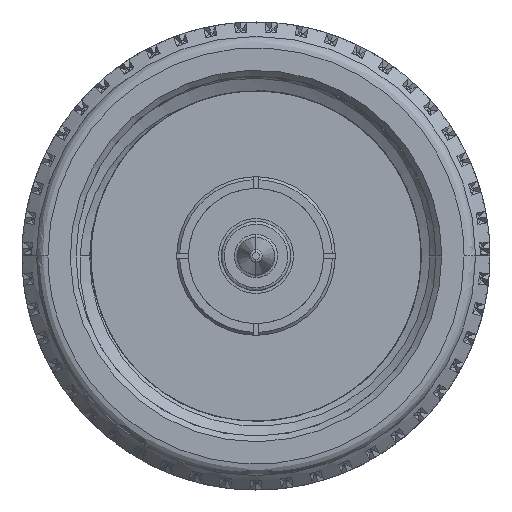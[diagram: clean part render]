
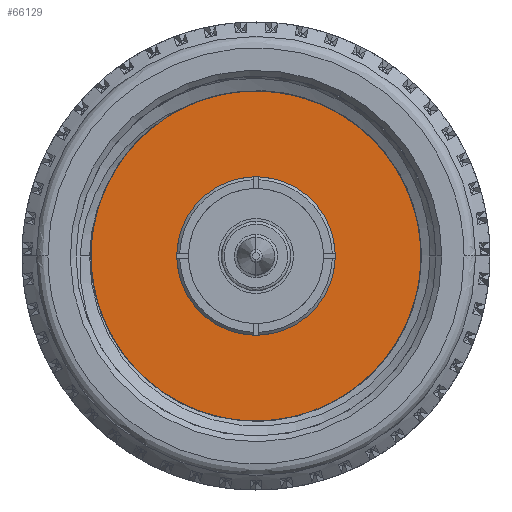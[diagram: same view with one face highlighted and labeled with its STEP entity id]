
A CAD part, left-side view. The second image highlights one B-rep face of the part: STEP entity #66129.
In plain terms, the highlighted planar face has unit normal (-1, 0, 0).
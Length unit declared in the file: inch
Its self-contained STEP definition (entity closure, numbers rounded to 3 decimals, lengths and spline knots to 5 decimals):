
#416 = B_SPLINE_CURVE_WITH_KNOTS ( 'NONE', 3,
 ( #10257, #17733, #17266, #66488, #45847, #81042, #66941, #16808, #89007, #2760, #46317, #81951, #67404, #3216, #51957, #45380, #31797, #60365, #24752, #66037, #73978, #53342, #58994, #38347, #37902, #74905, #44928, #39267 ),
 .UNSPECIFIED., .F., .F.,
 ( 4, 2, 2, 2, 2, 2, 2, 2, 2, 2, 2, 2, 2, 4 ),
 ( 0., 0.00106, 0.00212, 0.00319, 0.00425, 0.00637, 0.00743, 0.00849, 0.00956, 0.01062, 0.01274, 0.0138, 0.01487, 0.01699 ),
 .UNSPECIFIED. ) ;
#798 = CARTESIAN_POINT ( 'NONE',  ( 0.375, 0., 0. ) ) ;
#1084 = EDGE_CURVE ( 'NONE', #85010, #29354, #5139, .T. ) ;
#2363 = CARTESIAN_POINT ( 'NONE',  ( 0.375, 0.26198, -0.11837 ) ) ;
#2446 = DIRECTION ( 'NONE',  ( 1., 0., 0. ) ) ;
#2760 = CARTESIAN_POINT ( 'NONE',  ( 0.375, -0.00524, -0.29595 ) ) ;
#3138 = CARTESIAN_POINT ( 'NONE',  ( 0.375, 0.1375, 0. ) ) ;
#3216 = CARTESIAN_POINT ( 'NONE',  ( 0.375, -0.11418, -0.27664 ) ) ;
#4024 = EDGE_CURVE ( 'NONE', #92422, #58654, #416, .T. ) ;
#4798 = ORIENTED_EDGE ( 'NONE', *, *, #76383, .T. ) ;
#5139 = LINE ( 'NONE', #35580, #66693 ) ;
#7543 = CARTESIAN_POINT ( 'NONE',  ( 0.375, 0.27931, -0.06803 ) ) ;
#8301 = DIRECTION ( 'NONE',  ( -1., 0., 0. ) ) ;
#10257 = CARTESIAN_POINT ( 'NONE',  ( 0.375, 0.17404, -0.22812 ) ) ;
#12190 = FACE_BOUND ( 'NONE', #85152, .T. ) ;
#15958 = CARTESIAN_POINT ( 'NONE',  ( 0.375, 0.18816, -0.21735 ) ) ;
#16144 = CARTESIAN_POINT ( 'NONE',  ( 0.375, 0.28244, -0.05055 ) ) ;
#16808 = CARTESIAN_POINT ( 'NONE',  ( 0.375, 0.05015, -0.28853 ) ) ;
#17118 = CARTESIAN_POINT ( 'NONE',  ( 0.375, 0.17404, -0.22812 ) ) ;
#17266 = CARTESIAN_POINT ( 'NONE',  ( 0.375, 0.15188, -0.24515 ) ) ;
#17733 = CARTESIAN_POINT ( 'NONE',  ( 0.375, 0.16324, -0.23706 ) ) ;
#17804 = EDGE_LOOP ( 'NONE', ( #62517, #39549, #76475, #79781, #4798 ) ) ;
#18236 = CARTESIAN_POINT ( 'NONE',  ( 0.375, 0.28244, -0.05055 ) ) ;
#24752 = CARTESIAN_POINT ( 'NONE',  ( 0.375, -0.1985, -0.22894 ) ) ;
#27175 = EDGE_CURVE ( 'NONE', #35199, #92422, #49385, .T. ) ;
#27886 = AXIS2_PLACEMENT_3D ( 'NONE', #87567, #53162, #29915 ) ;
#28342 = AXIS2_PLACEMENT_3D ( 'NONE', #41668, #48701, #34647 ) ;
#29354 = VERTEX_POINT ( 'NONE', #63254 ) ;
#29550 = ORIENTED_EDGE ( 'NONE', *, *, #86107, .T. ) ;
#29915 = DIRECTION ( 'NONE',  ( 0., 1., 0. ) ) ;
#30902 = CIRCLE ( 'NONE', #27886, 0.1375 ) ;
#31024 = DIRECTION ( 'NONE',  ( 0., 1., 0. ) ) ;
#31797 = CARTESIAN_POINT ( 'NONE',  ( 0.375, -0.16434, -0.25271 ) ) ;
#33737 = DIRECTION ( 'NONE',  ( 0., -1., 0. ) ) ;
#34647 = DIRECTION ( 'NONE',  ( 0., -1., 0. ) ) ;
#35199 = VERTEX_POINT ( 'NONE', #16144 ) ;
#35289 = CIRCLE ( 'NONE', #53291, 0.1375 ) ;
#35580 = CARTESIAN_POINT ( 'NONE',  ( 0.375, 0.3125, 0. ) ) ;
#36118 = CARTESIAN_POINT ( 'NONE',  ( 0.375, 0.22499, -0.17895 ) ) ;
#36751 = CARTESIAN_POINT ( 'NONE',  ( 0.375, 0.3125, 0. ) ) ;
#37902 = CARTESIAN_POINT ( 'NONE',  ( 0.375, -0.29433, -0.09491 ) ) ;
#38347 = CARTESIAN_POINT ( 'NONE',  ( 0.375, -0.2892, -0.10803 ) ) ;
#39267 = CARTESIAN_POINT ( 'NONE',  ( 0.375, -0.3125, 0. ) ) ;
#39313 = CARTESIAN_POINT ( 'NONE',  ( 0.375, 0.28827, -0.01704 ) ) ;
#39549 = ORIENTED_EDGE ( 'NONE', *, *, #4024, .T. ) ;
#41668 = CARTESIAN_POINT ( 'NONE',  ( 0.375, 0., 0. ) ) ;
#44401 = CIRCLE ( 'NONE', #77303, 0.3125 ) ;
#44928 = CARTESIAN_POINT ( 'NONE',  ( 0.375, -0.31152, -0.028 ) ) ;
#45380 = CARTESIAN_POINT ( 'NONE',  ( 0.375, -0.15208, -0.25964 ) ) ;
#45847 = CARTESIAN_POINT ( 'NONE',  ( 0.375, 0.11552, -0.26608 ) ) ;
#46317 = CARTESIAN_POINT ( 'NONE',  ( 0.375, -0.03288, -0.29517 ) ) ;
#47781 = FACE_OUTER_BOUND ( 'NONE', #17804, .T. ) ;
#48701 = DIRECTION ( 'NONE',  ( -1., 0., 0. ) ) ;
#49385 = B_SPLINE_CURVE_WITH_KNOTS ( 'NONE', 3,
 ( #66553, #7543, #65164, #2363, #50640, #72208, #36118, #51563, #15958, #72674 ),
 .UNSPECIFIED., .F., .F.,
 ( 4, 2, 2, 2, 4 ),
 ( 0., 0.00135, 0.00271, 0.00406, 0.00541 ),
 .UNSPECIFIED. ) ;
#50640 = CARTESIAN_POINT ( 'NONE',  ( 0.375, 0.25412, -0.1344 ) ) ;
#51563 = CARTESIAN_POINT ( 'NONE',  ( 0.375, 0.20121, -0.20532 ) ) ;
#51957 = CARTESIAN_POINT ( 'NONE',  ( 0.375, -0.12704, -0.27157 ) ) ;
#52105 = CARTESIAN_POINT ( 'NONE',  ( 0.375, 0., 0. ) ) ;
#53162 = DIRECTION ( 'NONE',  ( 1., 0., 0. ) ) ;
#53291 = AXIS2_PLACEMENT_3D ( 'NONE', #52105, #2446, #31024 ) ;
#53342 = CARTESIAN_POINT ( 'NONE',  ( 0.375, -0.27062, -0.14523 ) ) ;
#54778 = CARTESIAN_POINT ( 'NONE',  ( 0.375, 0.28612, -0.03389 ) ) ;
#55155 = VERTEX_POINT ( 'NONE', #3138 ) ;
#55259 = CARTESIAN_POINT ( 'NONE',  ( 0.375, 0.28892, 0. ) ) ;
#57129 = PLANE ( 'NONE',  #28342 ) ;
#58654 = VERTEX_POINT ( 'NONE', #89987 ) ;
#58994 = CARTESIAN_POINT ( 'NONE',  ( 0.375, -0.27735, -0.13315 ) ) ;
#60365 = CARTESIAN_POINT ( 'NONE',  ( 0.375, -0.18753, -0.23736 ) ) ;
#62517 = ORIENTED_EDGE ( 'NONE', *, *, #27175, .T. ) ;
#63254 = CARTESIAN_POINT ( 'NONE',  ( 0.375, 0.28892, 0. ) ) ;
#65164 = CARTESIAN_POINT ( 'NONE',  ( 0.375, 0.27457, -0.08517 ) ) ;
#66037 = CARTESIAN_POINT ( 'NONE',  ( 0.375, -0.22957, -0.20149 ) ) ;
#66129 = ADVANCED_FACE ( 'NONE', ( #47781, #12190 ), #57129, .T. ) ;
#66488 = CARTESIAN_POINT ( 'NONE',  ( 0.375, 0.12806, -0.25965 ) ) ;
#66553 = CARTESIAN_POINT ( 'NONE',  ( 0.375, 0.28244, -0.05055 ) ) ;
#66693 = VECTOR ( 'NONE', #33737, 39.37008 ) ;
#66941 = CARTESIAN_POINT ( 'NONE',  ( 0.375, 0.07689, -0.28144 ) ) ;
#67404 = CARTESIAN_POINT ( 'NONE',  ( 0.375, -0.08779, -0.28497 ) ) ;
#72208 = CARTESIAN_POINT ( 'NONE',  ( 0.375, 0.23565, -0.16465 ) ) ;
#72674 = CARTESIAN_POINT ( 'NONE',  ( 0.375, 0.17404, -0.22812 ) ) ;
#73978 = CARTESIAN_POINT ( 'NONE',  ( 0.375, -0.24804, -0.18002 ) ) ;
#74905 = CARTESIAN_POINT ( 'NONE',  ( 0.375, -0.30682, -0.05522 ) ) ;
#76064 = ORIENTED_EDGE ( 'NONE', *, *, #76658, .T. ) ;
#76383 = EDGE_CURVE ( 'NONE', #29354, #35199, #78994, .T. ) ;
#76475 = ORIENTED_EDGE ( 'NONE', *, *, #86743, .T. ) ;
#76658 = EDGE_CURVE ( 'NONE', #55155, #76976, #30902, .T. ) ;
#76976 = VERTEX_POINT ( 'NONE', #87342 ) ;
#77303 = AXIS2_PLACEMENT_3D ( 'NONE', #798, #8301, #87057 ) ;
#78994 = B_SPLINE_CURVE_WITH_KNOTS ( 'NONE', 3,
 ( #55259, #39313, #54778, #18236 ),
 .UNSPECIFIED., .F., .F.,
 ( 4, 4 ),
 ( 0., 0.00129 ),
 .UNSPECIFIED. ) ;
#79781 = ORIENTED_EDGE ( 'NONE', *, *, #1084, .T. ) ;
#81042 = CARTESIAN_POINT ( 'NONE',  ( 0.375, 0.08997, -0.27696 ) ) ;
#81951 = CARTESIAN_POINT ( 'NONE',  ( 0.375, -0.07416, -0.28825 ) ) ;
#85010 = VERTEX_POINT ( 'NONE', #36751 ) ;
#85152 = EDGE_LOOP ( 'NONE', ( #29550, #76064 ) ) ;
#86107 = EDGE_CURVE ( 'NONE', #76976, #55155, #35289, .T. ) ;
#86743 = EDGE_CURVE ( 'NONE', #58654, #85010, #44401, .T. ) ;
#87057 = DIRECTION ( 'NONE',  ( 0., -1., 0. ) ) ;
#87342 = CARTESIAN_POINT ( 'NONE',  ( 0.375, -0.1375, 0. ) ) ;
#87567 = CARTESIAN_POINT ( 'NONE',  ( 0.375, 0., 0. ) ) ;
#89007 = CARTESIAN_POINT ( 'NONE',  ( 0.375, 0.03641, -0.29114 ) ) ;
#89987 = CARTESIAN_POINT ( 'NONE',  ( 0.375, -0.3125, 0. ) ) ;
#92422 = VERTEX_POINT ( 'NONE', #17118 ) ;
